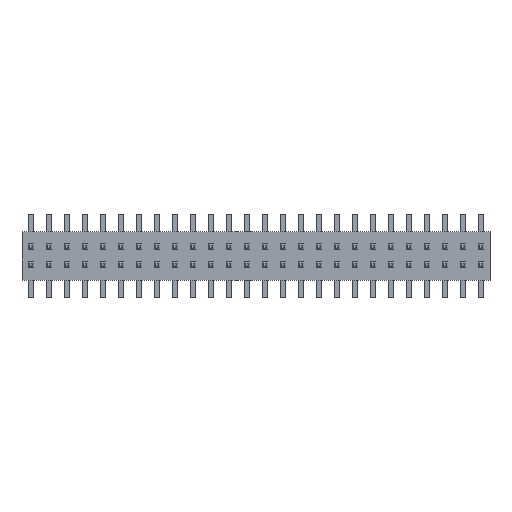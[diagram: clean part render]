
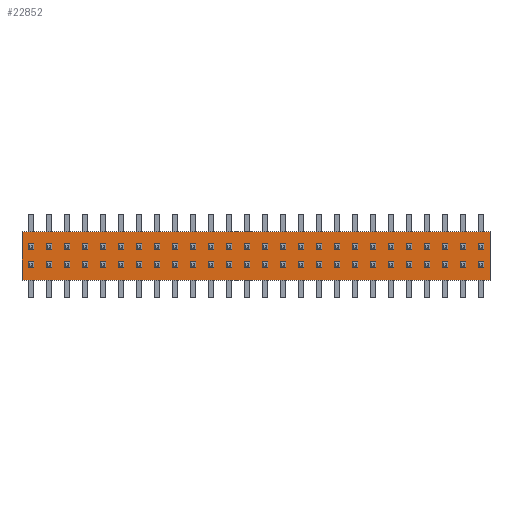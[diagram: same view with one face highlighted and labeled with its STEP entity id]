
A CAD part, top view. The second image highlights one B-rep face of the part: STEP entity #22852.
In plain terms, the highlighted face is planar.
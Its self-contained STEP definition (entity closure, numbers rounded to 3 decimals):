
#22720 = EDGE_CURVE('',#22721,#22723,#22725,.T.);
#22721 = VERTEX_POINT('',#22722);
#22722 = CARTESIAN_POINT('',(-16.51,1.753,-1.715));
#22723 = VERTEX_POINT('',#22724);
#22724 = CARTESIAN_POINT('',(-16.51,1.753,1.715));
#22725 = LINE('',#22726,#22727);
#22726 = CARTESIAN_POINT('',(-16.51,1.753,-1.715));
#22727 = VECTOR('',#22728,1.);
#22728 = DIRECTION('',(0.,0.,1.));
#22760 = EDGE_CURVE('',#22723,#22761,#22763,.T.);
#22761 = VERTEX_POINT('',#22762);
#22762 = CARTESIAN_POINT('',(16.51,1.753,1.715));
#22763 = LINE('',#22764,#22765);
#22764 = CARTESIAN_POINT('',(-16.51,1.753,1.715));
#22765 = VECTOR('',#22766,1.);
#22766 = DIRECTION('',(1.,0.,0.));
#22791 = EDGE_CURVE('',#22761,#22792,#22794,.T.);
#22792 = VERTEX_POINT('',#22793);
#22793 = CARTESIAN_POINT('',(16.51,1.753,-1.715));
#22794 = LINE('',#22795,#22796);
#22795 = CARTESIAN_POINT('',(16.51,1.753,1.715));
#22796 = VECTOR('',#22797,1.);
#22797 = DIRECTION('',(0.,0.,-1.));
#22822 = EDGE_CURVE('',#22792,#22721,#22823,.T.);
#22823 = LINE('',#22824,#22825);
#22824 = CARTESIAN_POINT('',(16.51,1.753,-1.715));
#22825 = VECTOR('',#22826,1.);
#22826 = DIRECTION('',(-1.,0.,0.));
#22852 = ADVANCED_FACE('',(#22853),#22859,.T.);
#22853 = FACE_BOUND('',#22854,.T.);
#22854 = EDGE_LOOP('',(#22855,#22856,#22857,#22858));
#22855 = ORIENTED_EDGE('',*,*,#22720,.T.);
#22856 = ORIENTED_EDGE('',*,*,#22760,.T.);
#22857 = ORIENTED_EDGE('',*,*,#22791,.T.);
#22858 = ORIENTED_EDGE('',*,*,#22822,.T.);
#22859 = PLANE('',#22860);
#22860 = AXIS2_PLACEMENT_3D('',#22861,#22862,#22863);
#22861 = CARTESIAN_POINT('',(0.,1.753,0.));
#22862 = DIRECTION('',(0.,1.,0.));
#22863 = DIRECTION('',(0.,-0.,1.));
